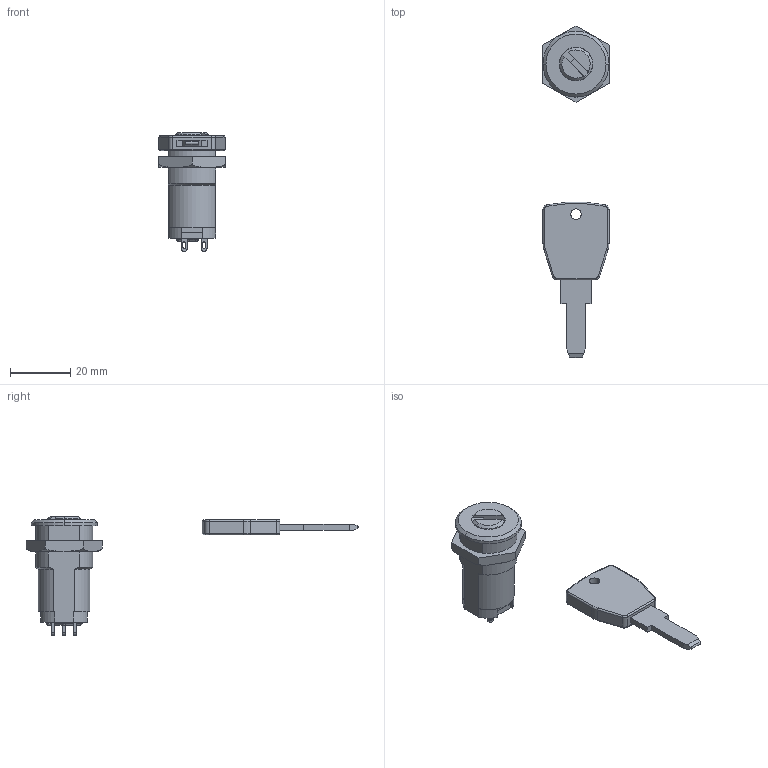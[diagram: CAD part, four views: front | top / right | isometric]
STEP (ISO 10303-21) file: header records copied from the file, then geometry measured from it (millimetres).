
FILE_DESCRIPTION (( 'STEP AP203' ), '1' );
FILE_NAME ('S-289-90-E-1.STEP', '2011-07-06T06:51:08', ( ' ' ), ( ' ' ), 'SwSTEP 2.0', 'SolidWorks 2011', '' );
FILE_SCHEMA (( 'CONFIG_CONTROL_DESIGN' ));
Length unit declared in the file: millimetre
Products named in the file (5): S-289-90-E-1; S-289-90-E-1僉乕_; S-289-90-E-1六角ナット_; S-289-90-E-1儘乕僞乕_; S-289-90-E-1僴僂僕儞僌_
Assembly tree (4 placements, depth 2):
  S-289-90-E-1
    S-289-90-E-1僉乕_
    S-289-90-E-1六角ナット_
    S-289-90-E-1儘乕僞乕_
    S-289-90-E-1僴僂僕儞僌_
Bounding box: 22 x 110.65 x 39.6 mm (x, y, z)
Volume: 10771.1 mm3; surface area: 6170.5 mm2
Topology: 4 solids, 4 shells, 178 faces, 441 edges, 275 vertices
Faces by surface type: plane 81, cylinder 67, torus 20, cone 7, sphere 3
Entity records: 5875 total; most frequent: CARTESIAN_POINT 1092, DIRECTION 925, ORIENTED_EDGE 870, EDGE_CURVE 435, AXIS2_PLACEMENT_3D 334, VERTEX_POINT 273, VECTOR 257, LINE 257
